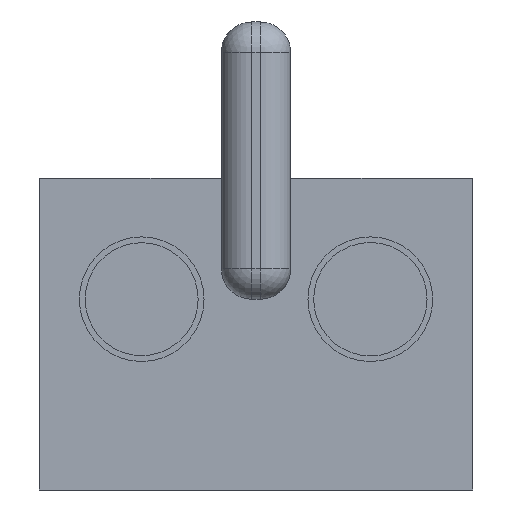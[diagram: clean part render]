
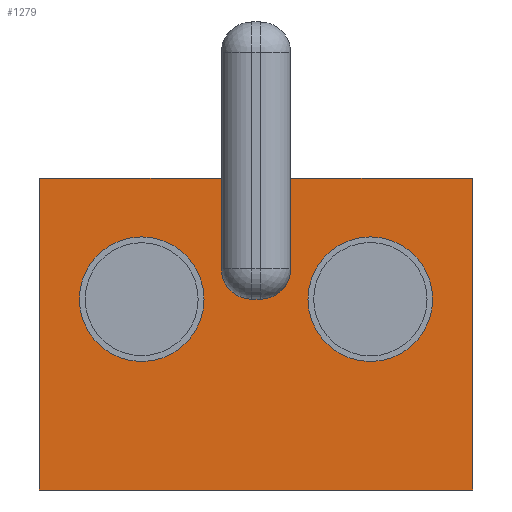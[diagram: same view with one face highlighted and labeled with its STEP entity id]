
A CAD part, front view. The second image highlights one B-rep face of the part: STEP entity #1279.
In plain terms, the highlighted planar face has unit normal (0, -1, 0).
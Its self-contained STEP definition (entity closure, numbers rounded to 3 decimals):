
#576=CARTESIAN_POINT('',(6.375,0.0,-3.493));
#577=VERTEX_POINT('',#576);
#584=CARTESIAN_POINT('',(7.25,0.0,-2.618));
#585=VERTEX_POINT('',#584);
#586=CARTESIAN_POINT('',(6.375,0.0,-2.618));
#587=DIRECTION('',(0.0,1.0,0.0));
#588=DIRECTION('',(0.707,0.0,-0.707));
#589=AXIS2_PLACEMENT_3D('',#586,#587,#588);
#590=CIRCLE('',#589,0.875);
#591=EDGE_CURVE('',#577,#585,#590,.F.);
#608=CARTESIAN_POINT('',(5.25,0.0,-2.618));
#609=VERTEX_POINT('',#608);
#616=CARTESIAN_POINT('',(6.125,0.0,-3.493));
#617=VERTEX_POINT('',#616);
#618=CARTESIAN_POINT('',(6.125,0.0,-2.618));
#619=DIRECTION('',(0.0,1.0,0.0));
#620=DIRECTION('',(-0.707,0.0,-0.707));
#621=AXIS2_PLACEMENT_3D('',#618,#619,#620);
#622=CIRCLE('',#621,0.875);
#623=EDGE_CURVE('',#609,#617,#622,.F.);
#741=CARTESIAN_POINT('',(5.25,0.0,0.0));
#742=VERTEX_POINT('',#741);
#749=CARTESIAN_POINT('',(5.25,0.0,-2.618));
#750=DIRECTION('',(0.0,0.0,1.0));
#751=VECTOR('',#750,2.618);
#752=LINE('',#749,#751);
#753=EDGE_CURVE('',#609,#742,#752,.T.);
#839=CARTESIAN_POINT('',(7.25,0.0,0.0));
#840=VERTEX_POINT('',#839);
#841=CARTESIAN_POINT('',(7.25,0.0,0.0));
#842=DIRECTION('',(0.0,0.0,-1.0));
#843=VECTOR('',#842,2.618);
#844=LINE('',#841,#843);
#845=EDGE_CURVE('',#840,#585,#844,.T.);
#892=CARTESIAN_POINT('',(11.35,0.0,-3.493));
#893=VERTEX_POINT('',#892);
#894=CARTESIAN_POINT('',(9.55,0.0,-3.493));
#895=DIRECTION('',(0.0,1.0,0.0));
#896=DIRECTION('',(-1.0,0.0,0.0));
#897=AXIS2_PLACEMENT_3D('',#894,#895,#896);
#898=CIRCLE('',#897,1.8);
#899=EDGE_CURVE('',#893,#893,#898,.T.);
#932=CARTESIAN_POINT('',(4.75,0.0,-3.493));
#933=VERTEX_POINT('',#932);
#934=CARTESIAN_POINT('',(2.95,0.0,-3.493));
#935=DIRECTION('',(0.0,1.0,0.0));
#936=DIRECTION('',(-1.0,0.0,0.0));
#937=AXIS2_PLACEMENT_3D('',#934,#935,#936);
#938=CIRCLE('',#937,1.8);
#939=EDGE_CURVE('',#933,#933,#938,.T.);
#963=CARTESIAN_POINT('',(6.375,0.0,-3.493));
#964=DIRECTION('',(-1.0,0.0,0.0));
#965=VECTOR('',#964,0.25);
#966=LINE('',#963,#965);
#967=EDGE_CURVE('',#577,#617,#966,.T.);
#1122=CARTESIAN_POINT('',(0.0,0.0,0.0));
#1123=VERTEX_POINT('',#1122);
#1132=CARTESIAN_POINT('',(0.0,0.0,0.0));
#1133=DIRECTION('',(1.0,0.0,0.0));
#1134=VECTOR('',#1133,5.25);
#1135=LINE('',#1132,#1134);
#1136=EDGE_CURVE('',#1123,#742,#1135,.T.);
#1139=CARTESIAN_POINT('',(12.5,0.0,0.0));
#1140=VERTEX_POINT('',#1139);
#1141=CARTESIAN_POINT('',(7.25,0.0,0.0));
#1142=DIRECTION('',(1.0,0.0,0.0));
#1143=VECTOR('',#1142,5.25);
#1144=LINE('',#1141,#1143);
#1145=EDGE_CURVE('',#840,#1140,#1144,.T.);
#1220=CARTESIAN_POINT('',(0.0,0.0,-9.0));
#1221=VERTEX_POINT('',#1220);
#1229=CARTESIAN_POINT('',(12.5,0.0,-9.0));
#1230=VERTEX_POINT('',#1229);
#1237=CARTESIAN_POINT('',(0.0,0.0,-9.0));
#1238=DIRECTION('',(1.0,0.0,0.0));
#1239=VECTOR('',#1238,12.5);
#1240=LINE('',#1237,#1239);
#1241=EDGE_CURVE('',#1221,#1230,#1240,.T.);
#1246=CARTESIAN_POINT('',(0.0,0.0,0.0));
#1247=DIRECTION('',(0.0,-1.0,0.0));
#1248=DIRECTION('',(0.0,0.0,-1.0));
#1249=AXIS2_PLACEMENT_3D('',#1246,#1247,#1248);
#1250=PLANE('',#1249);
#1251=ORIENTED_EDGE('',*,*,#753,.T.);
#1252=ORIENTED_EDGE('',*,*,#1136,.F.);
#1253=CARTESIAN_POINT('',(0.0,0.0,0.0));
#1254=DIRECTION('',(0.0,0.0,-1.0));
#1255=VECTOR('',#1254,9.0);
#1256=LINE('',#1253,#1255);
#1257=EDGE_CURVE('',#1123,#1221,#1256,.T.);
#1258=ORIENTED_EDGE('',*,*,#1257,.T.);
#1259=ORIENTED_EDGE('',*,*,#1241,.T.);
#1260=CARTESIAN_POINT('',(12.5,0.0,0.0));
#1261=DIRECTION('',(0.0,0.0,-1.0));
#1262=VECTOR('',#1261,9.0);
#1263=LINE('',#1260,#1262);
#1264=EDGE_CURVE('',#1140,#1230,#1263,.T.);
#1265=ORIENTED_EDGE('',*,*,#1264,.F.);
#1266=ORIENTED_EDGE('',*,*,#1145,.F.);
#1267=ORIENTED_EDGE('',*,*,#845,.T.);
#1268=ORIENTED_EDGE('',*,*,#591,.F.);
#1269=ORIENTED_EDGE('',*,*,#967,.T.);
#1270=ORIENTED_EDGE('',*,*,#623,.F.);
#1271=EDGE_LOOP('',(#1251,#1252,#1258,#1259,#1265,#1266,#1267,#1268,#1269,#1270));
#1272=FACE_OUTER_BOUND('',#1271,.T.);
#1273=ORIENTED_EDGE('',*,*,#899,.T.);
#1274=EDGE_LOOP('',(#1273));
#1275=FACE_BOUND('',#1274,.T.);
#1276=ORIENTED_EDGE('',*,*,#939,.T.);
#1277=EDGE_LOOP('',(#1276));
#1278=FACE_BOUND('',#1277,.T.);
#1279=ADVANCED_FACE('',(#1272,#1275,#1278),#1250,.T.);
